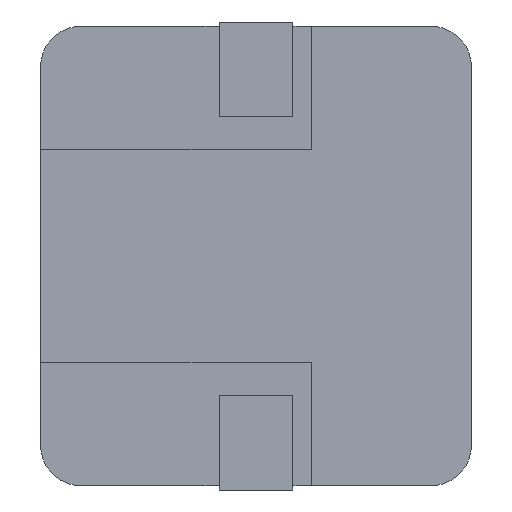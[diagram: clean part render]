
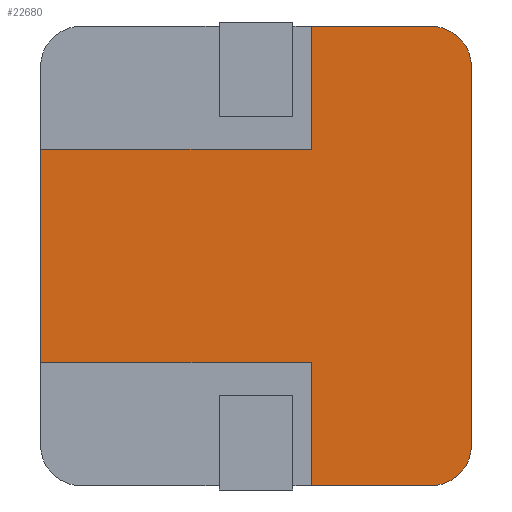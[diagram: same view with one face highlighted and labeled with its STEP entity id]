
A CAD part, front view. The second image highlights one B-rep face of the part: STEP entity #22680.
In plain terms, the highlighted planar face has unit normal (0, -1, 0).
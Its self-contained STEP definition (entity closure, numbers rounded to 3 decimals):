
#941 = DIRECTION ( 'NONE',  ( 1., 0., 0. ) ) ;
#1250 = DIRECTION ( 'NONE',  ( 0., 0., -1. ) ) ;
#1259 = EDGE_CURVE ( 'NONE', #1577, #6918, #18015, .T. ) ;
#1330 = LINE ( 'NONE', #22689, #14015 ) ;
#1490 = CARTESIAN_POINT ( 'NONE',  ( -5.25, 0., 2.6 ) ) ;
#1577 = VERTEX_POINT ( 'NONE', #15885 ) ;
#1810 = ORIENTED_EDGE ( 'NONE', *, *, #14947, .F. ) ;
#1998 = EDGE_CURVE ( 'NONE', #1577, #15794, #15793, .T. ) ;
#2180 = CARTESIAN_POINT ( 'NONE',  ( -5.25, 0., -2.6 ) ) ;
#2354 = VERTEX_POINT ( 'NONE', #2180 ) ;
#2994 = EDGE_CURVE ( 'NONE', #10405, #25180, #5822, .T. ) ;
#3160 = FACE_OUTER_BOUND ( 'NONE', #4818, .T. ) ;
#3753 = CARTESIAN_POINT ( 'NONE',  ( 4.25, 0., 4.6 ) ) ;
#4270 = VECTOR ( 'NONE', #16748, 1000. ) ;
#4721 = CARTESIAN_POINT ( 'NONE',  ( -5.25, 0., 5.6 ) ) ;
#4818 = EDGE_LOOP ( 'NONE', ( #11619, #24562, #19360, #14539, #8561, #18036, #5139, #11312, #1810, #10716 ) ) ;
#5139 = ORIENTED_EDGE ( 'NONE', *, *, #13229, .T. ) ;
#5206 = CARTESIAN_POINT ( 'NONE',  ( -5.25, 0., -2.6 ) ) ;
#5463 = CARTESIAN_POINT ( 'NONE',  ( 4.25, 0., 5.6 ) ) ;
#5822 = LINE ( 'NONE', #4721, #4270 ) ;
#5903 = DIRECTION ( 'NONE',  ( 0., 1., 0. ) ) ;
#5970 = EDGE_CURVE ( 'NONE', #15209, #15794, #11947, .T. ) ;
#6818 = CARTESIAN_POINT ( 'NONE',  ( -5.25, 0., -5.6 ) ) ;
#6918 = VERTEX_POINT ( 'NONE', #7504 ) ;
#7120 = DIRECTION ( 'NONE',  ( 0., 0., 1. ) ) ;
#7504 = CARTESIAN_POINT ( 'NONE',  ( 5.25, 0., 4.6 ) ) ;
#7988 = EDGE_CURVE ( 'NONE', #10405, #6918, #19828, .T. ) ;
#8418 = VECTOR ( 'NONE', #21508, 1000. ) ;
#8443 = DIRECTION ( 'NONE',  ( 0., 0., 1. ) ) ;
#8561 = ORIENTED_EDGE ( 'NONE', *, *, #17455, .F. ) ;
#8618 = CARTESIAN_POINT ( 'NONE',  ( 1.35, 0., 5.6 ) ) ;
#9163 = DIRECTION ( 'NONE',  ( 1., 0., 0. ) ) ;
#10119 = VECTOR ( 'NONE', #941, 1000. ) ;
#10405 = VERTEX_POINT ( 'NONE', #5463 ) ;
#10415 = VERTEX_POINT ( 'NONE', #1490 ) ;
#10716 = ORIENTED_EDGE ( 'NONE', *, *, #5970, .T. ) ;
#10998 = CARTESIAN_POINT ( 'NONE',  ( 1.35, 0., -2.6 ) ) ;
#11312 = ORIENTED_EDGE ( 'NONE', *, *, #17543, .F. ) ;
#11542 = CARTESIAN_POINT ( 'NONE',  ( 4.25, 0., -5.6 ) ) ;
#11604 = AXIS2_PLACEMENT_3D ( 'NONE', #3753, #13698, #17577 ) ;
#11619 = ORIENTED_EDGE ( 'NONE', *, *, #1998, .F. ) ;
#11772 = PLANE ( 'NONE',  #15883 ) ;
#11798 = AXIS2_PLACEMENT_3D ( 'NONE', #24885, #21117, #1250 ) ;
#11947 = LINE ( 'NONE', #6818, #10119 ) ;
#12305 = VECTOR ( 'NONE', #7120, 1000. ) ;
#12553 = EDGE_CURVE ( 'NONE', #10415, #21964, #1330, .T. ) ;
#12602 = VECTOR ( 'NONE', #19227, 1000. ) ;
#13229 = EDGE_CURVE ( 'NONE', #10415, #2354, #16470, .T. ) ;
#13698 = DIRECTION ( 'NONE',  ( 0., 1., 0. ) ) ;
#14015 = VECTOR ( 'NONE', #9163, 1000. ) ;
#14539 = ORIENTED_EDGE ( 'NONE', *, *, #2994, .T. ) ;
#14603 = VECTOR ( 'NONE', #25374, 1000. ) ;
#14947 = EDGE_CURVE ( 'NONE', #15209, #25605, #16303, .T. ) ;
#15097 = CARTESIAN_POINT ( 'NONE',  ( 1.35, 0., -5.6 ) ) ;
#15209 = VERTEX_POINT ( 'NONE', #15097 ) ;
#15793 = CIRCLE ( 'NONE', #11798, 1. ) ;
#15794 = VERTEX_POINT ( 'NONE', #11542 ) ;
#15883 = AXIS2_PLACEMENT_3D ( 'NONE', #19909, #5903, #19745 ) ;
#15885 = CARTESIAN_POINT ( 'NONE',  ( 5.25, 0., -4.6 ) ) ;
#16303 = LINE ( 'NONE', #8618, #18162 ) ;
#16470 = LINE ( 'NONE', #23548, #8418 ) ;
#16748 = DIRECTION ( 'NONE',  ( -1., 0., 0. ) ) ;
#16882 = CARTESIAN_POINT ( 'NONE',  ( 1.35, 0., 5.6 ) ) ;
#17455 = EDGE_CURVE ( 'NONE', #21964, #25180, #18826, .T. ) ;
#17543 = EDGE_CURVE ( 'NONE', #25605, #2354, #17889, .T. ) ;
#17577 = DIRECTION ( 'NONE',  ( 0., 0., -1. ) ) ;
#17889 = LINE ( 'NONE', #5206, #12602 ) ;
#18015 = LINE ( 'NONE', #19461, #14603 ) ;
#18036 = ORIENTED_EDGE ( 'NONE', *, *, #12553, .F. ) ;
#18162 = VECTOR ( 'NONE', #8443, 1000. ) ;
#18826 = LINE ( 'NONE', #16882, #12305 ) ;
#19227 = DIRECTION ( 'NONE',  ( -1., 0., 0. ) ) ;
#19321 = CARTESIAN_POINT ( 'NONE',  ( 1.35, 0., 5.6 ) ) ;
#19360 = ORIENTED_EDGE ( 'NONE', *, *, #7988, .F. ) ;
#19461 = CARTESIAN_POINT ( 'NONE',  ( 5.25, 0., -5.6 ) ) ;
#19745 = DIRECTION ( 'NONE',  ( 0., 0., 1. ) ) ;
#19828 = CIRCLE ( 'NONE', #11604, 1. ) ;
#19909 = CARTESIAN_POINT ( 'NONE',  ( -5.25, 0., 5.6 ) ) ;
#21117 = DIRECTION ( 'NONE',  ( 0., 1., 0. ) ) ;
#21508 = DIRECTION ( 'NONE',  ( 0., 0., -1. ) ) ;
#21964 = VERTEX_POINT ( 'NONE', #24914 ) ;
#22680 = ADVANCED_FACE ( 'NONE', ( #3160 ), #11772, .F. ) ;
#22689 = CARTESIAN_POINT ( 'NONE',  ( -5.25, 0., 2.6 ) ) ;
#23548 = CARTESIAN_POINT ( 'NONE',  ( -5.25, 0., -5.6 ) ) ;
#24562 = ORIENTED_EDGE ( 'NONE', *, *, #1259, .T. ) ;
#24885 = CARTESIAN_POINT ( 'NONE',  ( 4.25, 0., -4.6 ) ) ;
#24914 = CARTESIAN_POINT ( 'NONE',  ( 1.35, 0., 2.6 ) ) ;
#25180 = VERTEX_POINT ( 'NONE', #19321 ) ;
#25374 = DIRECTION ( 'NONE',  ( 0., 0., 1. ) ) ;
#25605 = VERTEX_POINT ( 'NONE', #10998 ) ;
